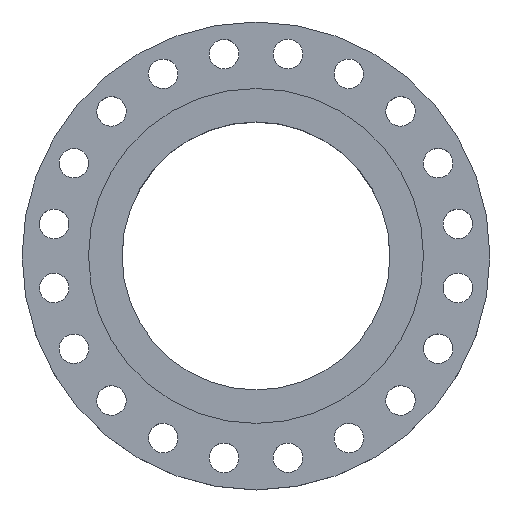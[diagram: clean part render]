
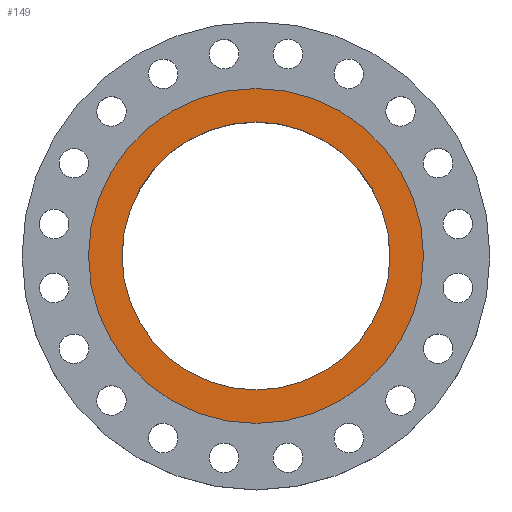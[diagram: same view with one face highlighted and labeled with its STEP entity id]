
A CAD part, top view. The second image highlights one B-rep face of the part: STEP entity #149.
In plain terms, the highlighted planar face has unit normal (0, 0, 1).
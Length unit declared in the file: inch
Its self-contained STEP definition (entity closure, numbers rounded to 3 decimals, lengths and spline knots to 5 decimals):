
#40 = DIRECTION ( 'NONE',  ( 0., 0., 1. ) ) ;
#68 = CIRCLE ( 'NONE', #1197, 6.8 ) ;
#80 = AXIS2_PLACEMENT_3D ( 'NONE', #1087, #1375, #1269 ) ;
#97 = EDGE_CURVE ( 'NONE', #1163, #1926, #1181, .T. ) ;
#149 = ADVANCED_FACE ( 'NONE', ( #1116, #186 ), #663, .T. ) ;
#158 = ORIENTED_EDGE ( 'NONE', *, *, #97, .T. ) ;
#186 = FACE_OUTER_BOUND ( 'NONE', #786, .T. ) ;
#250 = DIRECTION ( 'NONE',  ( 0., 0., 1. ) ) ;
#261 = CARTESIAN_POINT ( 'NONE',  ( 0., 0., 0.25 ) ) ;
#296 = CARTESIAN_POINT ( 'NONE',  ( 0., 0., 0.25 ) ) ;
#303 = AXIS2_PLACEMENT_3D ( 'NONE', #296, #40, #337 ) ;
#337 = DIRECTION ( 'NONE',  ( 1., 0., 0. ) ) ;
#367 = DIRECTION ( 'NONE',  ( 1., 0., 0. ) ) ;
#523 = AXIS2_PLACEMENT_3D ( 'NONE', #261, #250, #885 ) ;
#609 = ORIENTED_EDGE ( 'NONE', *, *, #1955, .F. ) ;
#659 = AXIS2_PLACEMENT_3D ( 'NONE', #1125, #1443, #1286 ) ;
#663 = PLANE ( 'NONE',  #80 ) ;
#786 = EDGE_LOOP ( 'NONE', ( #158, #1913 ) ) ;
#885 = DIRECTION ( 'NONE',  ( 1., 0., 0. ) ) ;
#1025 = EDGE_CURVE ( 'NONE', #1926, #1163, #1879, .T. ) ;
#1087 = CARTESIAN_POINT ( 'NONE',  ( 0., 0., 0.25 ) ) ;
#1095 = CARTESIAN_POINT ( 'NONE',  ( -6.8, 0., 0.25 ) ) ;
#1116 = FACE_BOUND ( 'NONE', #1488, .T. ) ;
#1125 = CARTESIAN_POINT ( 'NONE',  ( 0., 0., 0.25 ) ) ;
#1163 = VERTEX_POINT ( 'NONE', #1529 ) ;
#1172 = CARTESIAN_POINT ( 'NONE',  ( 0., 0., 0.25 ) ) ;
#1177 = VERTEX_POINT ( 'NONE', #1095 ) ;
#1181 = CIRCLE ( 'NONE', #303, 8.5 ) ;
#1197 = AXIS2_PLACEMENT_3D ( 'NONE', #1172, #1761, #367 ) ;
#1269 = DIRECTION ( 'NONE',  ( 1., 0., 0. ) ) ;
#1286 = DIRECTION ( 'NONE',  ( 1., 0., 0. ) ) ;
#1287 = CARTESIAN_POINT ( 'NONE',  ( 6.8, 0., 0.25 ) ) ;
#1294 = CIRCLE ( 'NONE', #659, 6.8 ) ;
#1296 = EDGE_CURVE ( 'NONE', #1177, #1835, #1294, .T. ) ;
#1375 = DIRECTION ( 'NONE',  ( 0., 0., 1. ) ) ;
#1443 = DIRECTION ( 'NONE',  ( 0., 0., 1. ) ) ;
#1466 = ORIENTED_EDGE ( 'NONE', *, *, #1296, .F. ) ;
#1488 = EDGE_LOOP ( 'NONE', ( #1466, #609 ) ) ;
#1529 = CARTESIAN_POINT ( 'NONE',  ( -8.5, 0., 0.25 ) ) ;
#1610 = CARTESIAN_POINT ( 'NONE',  ( 8.5, 0., 0.25 ) ) ;
#1761 = DIRECTION ( 'NONE',  ( 0., 0., 1. ) ) ;
#1835 = VERTEX_POINT ( 'NONE', #1287 ) ;
#1879 = CIRCLE ( 'NONE', #523, 8.5 ) ;
#1913 = ORIENTED_EDGE ( 'NONE', *, *, #1025, .T. ) ;
#1926 = VERTEX_POINT ( 'NONE', #1610 ) ;
#1955 = EDGE_CURVE ( 'NONE', #1835, #1177, #68, .T. ) ;
